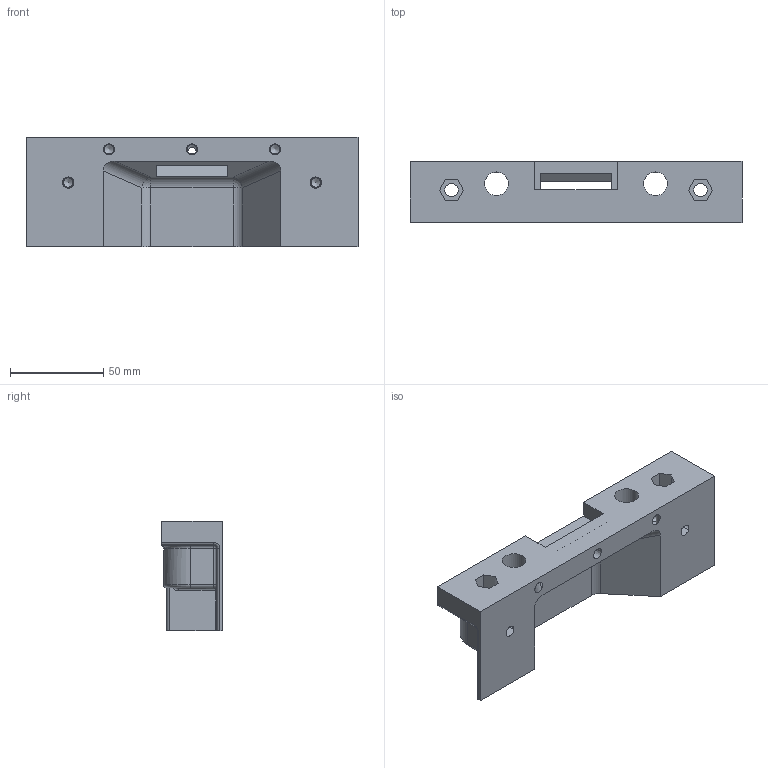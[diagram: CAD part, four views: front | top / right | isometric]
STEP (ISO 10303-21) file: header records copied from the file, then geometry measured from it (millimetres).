
FILE_DESCRIPTION(/* description */ (''),/* implementation_level */ '2;1');
FILE_NAME(/* name */ 'HUD Panel AFT SupportV2 - Big Hole v1.step',/* time_stamp */ '2021-02-08T12:39:26+10:00',/* author */ (''),/* organization */ (''),/* preprocessor_version */ 'ST-DEVELOPER v18.1',/* originating_system */ 'Autodesk Translation Framework v9.7.1.1290',/* authorisation */ '');
FILE_SCHEMA (('AUTOMOTIVE_DESIGN { 1 0 10303 214 3 1 1 }'));
Length unit declared in the file: inch
Products named in the file (1): HUD Panel AFT SupportV2 - Big Hole
Bounding box: 177.8 x 32.57 x 58.4 mm (x, y, z)
Volume: 141865.1 mm3; surface area: 43447.9 mm2
Topology: 1 solids, 1 shells, 135 faces, 335 edges, 202 vertices
Faces by surface type: plane 57, cylinder 44, torus 16, cone 10, sphere 4, bspline 4
Full cylindrical faces by diameter (mm): 5.055 x5, 7.142 x2, 12.7 x2
Entity records: 4260 total; most frequent: CARTESIAN_POINT 977, DIRECTION 704, ORIENTED_EDGE 650, EDGE_CURVE 325, AXIS2_PLACEMENT_3D 253, VERTEX_POINT 202, LINE 198, VECTOR 198
